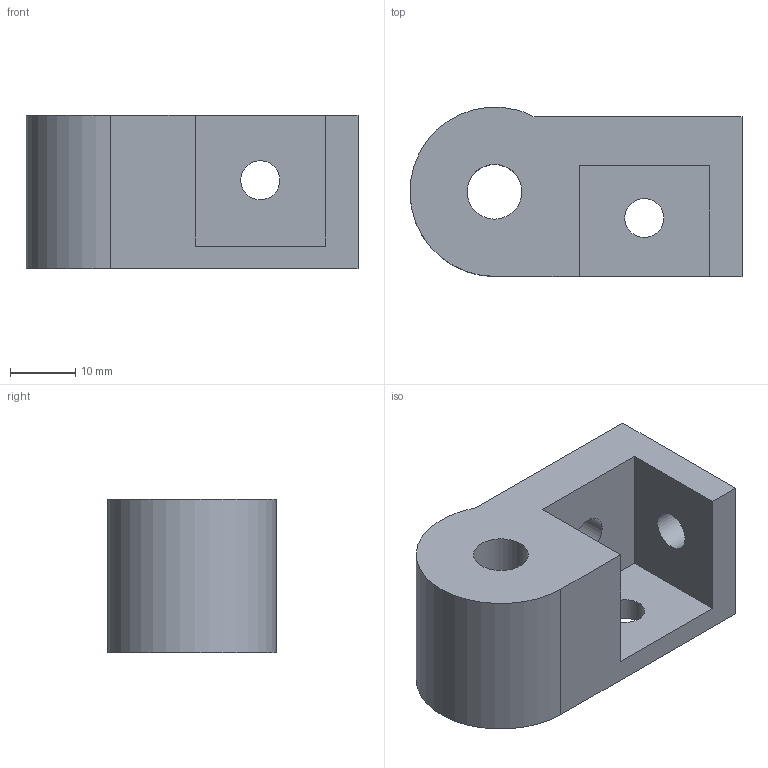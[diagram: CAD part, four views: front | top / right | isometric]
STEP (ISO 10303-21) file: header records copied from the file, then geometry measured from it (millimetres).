
FILE_DESCRIPTION(('HOOPS Exchange Step'),'2;1');
FILE_NAME('temp_export','2025-01-15T14:30:57+02:00',('mobile'),('Shapr3D Limited'),'HOOPS Exchange 2024.6','Shapr3D','Authorized');
FILE_SCHEMA( ('AP242_MANAGED_MODEL_BASED_3D_ENGINEERING_MIM_LF {1 0 10303 442 1 1 4 }') );
Length unit declared in the file: millimetre
Products named in the file (1): Hinge Left Bottom
Bounding box: 50.97 x 25.97 x 23.6 mm (x, y, z)
Volume: 19676.4 mm3; surface area: 7095.7 mm2
Topology: 1 solids, 1 shells, 17 faces, 47 edges, 33 vertices
Faces by surface type: plane 10, cylinder 7
Full cylindrical faces by diameter (mm): 6 x3, 8.4 x1, 11 x1
Entity records: 612 total; most frequent: DIRECTION 104, CARTESIAN_POINT 99, ORIENTED_EDGE 94, EDGE_CURVE 47, AXIS2_PLACEMENT_3D 38, VERTEX_POINT 33, VECTOR 28, LINE 28
